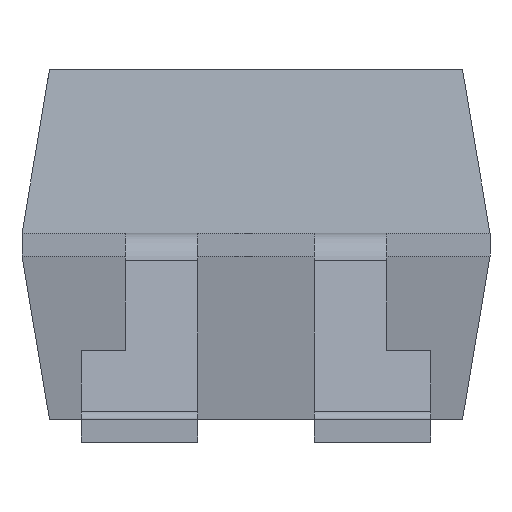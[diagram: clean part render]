
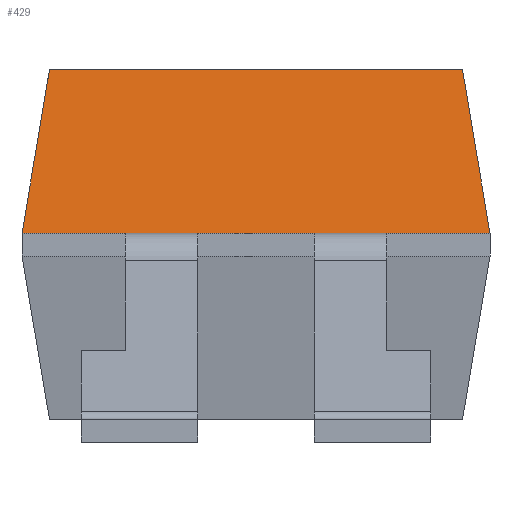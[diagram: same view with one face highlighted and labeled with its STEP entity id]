
A CAD part, left-side view. The second image highlights one B-rep face of the part: STEP entity #429.
In plain terms, the highlighted planar face has unit normal (-0.986, 0, 0.166).
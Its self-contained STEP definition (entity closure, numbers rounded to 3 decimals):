
#130=CARTESIAN_POINT('',(-2.95,2.25,4.059));
#131=VERTEX_POINT('',#130);
#138=CARTESIAN_POINT('',(-2.95,-2.25,4.059));
#139=VERTEX_POINT('',#138);
#140=CARTESIAN_POINT('',(-2.95,-2.25,4.059));
#141=DIRECTION('',(0.0,1.0,0.0));
#142=VECTOR('',#141,4.5);
#143=LINE('',#140,#142);
#144=EDGE_CURVE('',#139,#131,#143,.T.);
#332=CARTESIAN_POINT('',(-3.25,2.55,2.279));
#333=VERTEX_POINT('',#332);
#390=CARTESIAN_POINT('',(-3.25,-2.55,2.279));
#391=VERTEX_POINT('',#390);
#392=CARTESIAN_POINT('',(-2.95,-2.25,4.059));
#393=DIRECTION('',(-0.164,-0.164,-0.973));
#394=VECTOR('',#393,1.83);
#395=LINE('',#392,#394);
#396=EDGE_CURVE('',#139,#391,#395,.T.);
#408=CARTESIAN_POINT('',(-3.1,-4.882,3.169));
#409=DIRECTION('',(-0.986,0.,0.166));
#410=DIRECTION('',(0.166,0.0,0.986));
#411=AXIS2_PLACEMENT_3D('',#408,#409,#410);
#412=PLANE('',#411);
#413=ORIENTED_EDGE('',*,*,#144,.T.);
#414=CARTESIAN_POINT('',(-2.95,2.25,4.059));
#415=DIRECTION('',(-0.164,0.164,-0.973));
#416=VECTOR('',#415,1.83);
#417=LINE('',#414,#416);
#418=EDGE_CURVE('',#131,#333,#417,.T.);
#419=ORIENTED_EDGE('',*,*,#418,.T.);
#420=CARTESIAN_POINT('',(-3.25,2.55,2.279));
#421=DIRECTION('',(0.0,-1.0,0.0));
#422=VECTOR('',#421,5.1);
#423=LINE('',#420,#422);
#424=EDGE_CURVE('',#333,#391,#423,.T.);
#425=ORIENTED_EDGE('',*,*,#424,.T.);
#426=ORIENTED_EDGE('',*,*,#396,.F.);
#427=EDGE_LOOP('',(#413,#419,#425,#426));
#428=FACE_OUTER_BOUND('',#427,.T.);
#429=ADVANCED_FACE('',(#428),#412,.T.);
